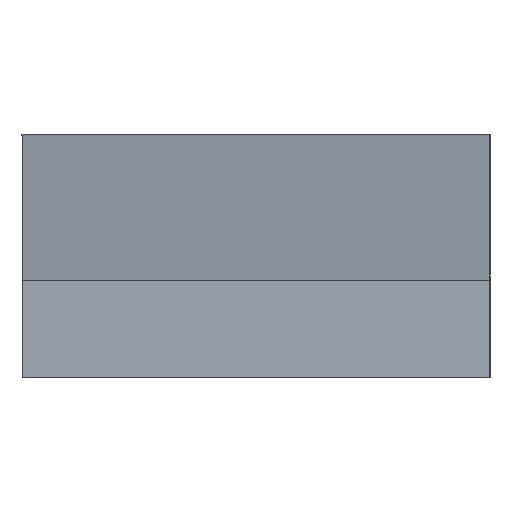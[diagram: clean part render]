
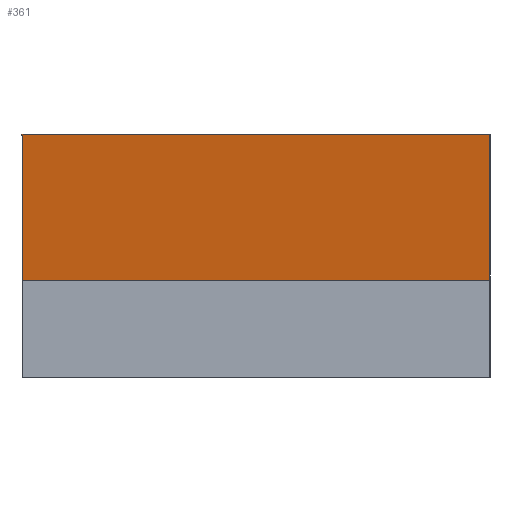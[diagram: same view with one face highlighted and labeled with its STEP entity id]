
A CAD part, left-side view. The second image highlights one B-rep face of the part: STEP entity #361.
In plain terms, the highlighted planar face has unit normal (-0.164, 0, 0.986).
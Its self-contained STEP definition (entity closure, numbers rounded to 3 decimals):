
#72 = DIRECTION ( 'NONE',  ( 0.164, 0., -0.986 ) ) ;
#102 = ORIENTED_EDGE ( 'NONE', *, *, #255, .F. ) ;
#199 = ORIENTED_EDGE ( 'NONE', *, *, #898, .T. ) ;
#224 = EDGE_LOOP ( 'NONE', ( #1096, #199, #444, #102 ) ) ;
#253 = CARTESIAN_POINT ( 'NONE',  ( 90., 24., 25. ) ) ;
#255 = EDGE_CURVE ( 'NONE', #367, #481, #796, .T. ) ;
#273 = VECTOR ( 'NONE', #1059, 1000. ) ;
#302 = VECTOR ( 'NONE', #972, 1000. ) ;
#325 = AXIS2_PLACEMENT_3D ( 'NONE', #422, #72, #822 ) ;
#348 = VECTOR ( 'NONE', #1065, 1000. ) ;
#361 = ADVANCED_FACE ( 'NONE', ( #626 ), #430, .F. ) ;
#367 = VERTEX_POINT ( 'NONE', #253 ) ;
#372 = CARTESIAN_POINT ( 'NONE',  ( 90., 24.001, 25. ) ) ;
#422 = CARTESIAN_POINT ( 'NONE',  ( 0., 24.001, 10. ) ) ;
#430 = PLANE ( 'NONE',  #325 ) ;
#444 = ORIENTED_EDGE ( 'NONE', *, *, #1008, .T. ) ;
#481 = VERTEX_POINT ( 'NONE', #780 ) ;
#497 = VERTEX_POINT ( 'NONE', #520 ) ;
#520 = CARTESIAN_POINT ( 'NONE',  ( 0., -24., 10. ) ) ;
#576 = LINE ( 'NONE', #807, #348 ) ;
#596 = CARTESIAN_POINT ( 'NONE',  ( 0., -24., 10. ) ) ;
#626 = FACE_OUTER_BOUND ( 'NONE', #224, .T. ) ;
#644 = LINE ( 'NONE', #1092, #1032 ) ;
#682 = EDGE_CURVE ( 'NONE', #367, #957, #576, .T. ) ;
#761 = DIRECTION ( 'NONE',  ( 0., -1., 0. ) ) ;
#780 = CARTESIAN_POINT ( 'NONE',  ( 90., -24., 25. ) ) ;
#796 = LINE ( 'NONE', #372, #302 ) ;
#807 = CARTESIAN_POINT ( 'NONE',  ( 0., 24., 10. ) ) ;
#822 = DIRECTION ( 'NONE',  ( -0.986, 0., -0.164 ) ) ;
#848 = LINE ( 'NONE', #596, #273 ) ;
#898 = EDGE_CURVE ( 'NONE', #957, #497, #644, .T. ) ;
#957 = VERTEX_POINT ( 'NONE', #1094 ) ;
#972 = DIRECTION ( 'NONE',  ( 0., -1., 0. ) ) ;
#1008 = EDGE_CURVE ( 'NONE', #497, #481, #848, .T. ) ;
#1032 = VECTOR ( 'NONE', #761, 1000. ) ;
#1059 = DIRECTION ( 'NONE',  ( 0.986, 0., 0.164 ) ) ;
#1065 = DIRECTION ( 'NONE',  ( -0.986, 0., -0.164 ) ) ;
#1092 = CARTESIAN_POINT ( 'NONE',  ( 0., 24.001, 10. ) ) ;
#1094 = CARTESIAN_POINT ( 'NONE',  ( 0., 24., 10. ) ) ;
#1096 = ORIENTED_EDGE ( 'NONE', *, *, #682, .T. ) ;
